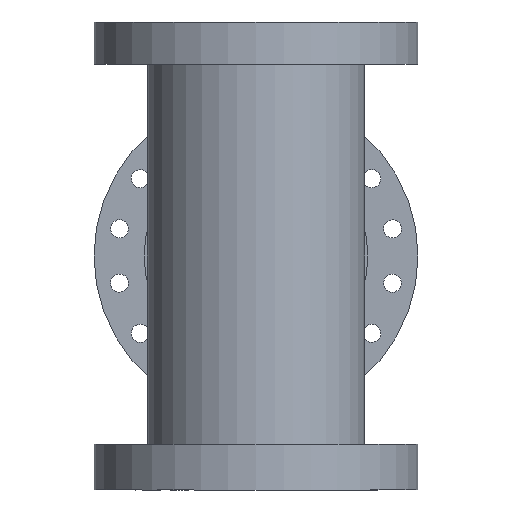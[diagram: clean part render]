
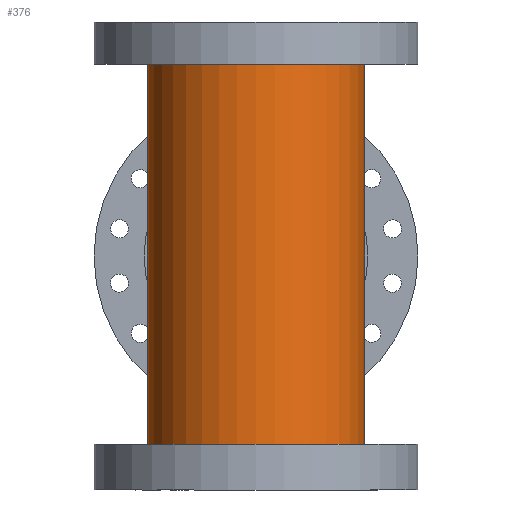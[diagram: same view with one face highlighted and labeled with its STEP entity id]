
A CAD part, front view. The second image highlights one B-rep face of the part: STEP entity #376.
In plain terms, the highlighted cylindrical face has radius 50.8 mm (diameter 101.6 mm), a full revolution.
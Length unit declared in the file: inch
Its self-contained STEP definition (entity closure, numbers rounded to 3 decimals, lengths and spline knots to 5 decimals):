
#134=CARTESIAN_POINT('',(2.0,0.0,3.875));
#135=VERTEX_POINT('',#134);
#205=CARTESIAN_POINT('',(-2.0,0.0,3.875));
#206=VERTEX_POINT('',#205);
#214=CARTESIAN_POINT('',(0.0,0.0,3.875));
#215=DIRECTION('',(0.0,-0.707,0.707));
#216=DIRECTION('',(0.0,-0.707,-0.707));
#217=AXIS2_PLACEMENT_3D('',#214,#215,#216);
#218=ELLIPSE('',#217,2.82843,2.);
#219=EDGE_CURVE('',#135,#206,#218,.T.);
#278=CARTESIAN_POINT('',(0.0,0.0,3.875));
#279=DIRECTION('',(0.0,-0.707,-0.707));
#280=DIRECTION('',(0.0,0.707,-0.707));
#281=AXIS2_PLACEMENT_3D('',#278,#279,#280);
#282=ELLIPSE('',#281,2.82843,2.);
#283=EDGE_CURVE('',#206,#135,#282,.T.);
#345=CARTESIAN_POINT('',(0.0,0.0,0.0));
#346=DIRECTION('',(0.0,0.0,1.0));
#347=DIRECTION('',(-1.0,0.0,0.0));
#348=AXIS2_PLACEMENT_3D('',#345,#346,#347);
#349=CYLINDRICAL_SURFACE('',#348,2.0);
#350=CARTESIAN_POINT('',(2.0,0.,7.75));
#351=VERTEX_POINT('',#350);
#352=CARTESIAN_POINT('',(0.0,0.0,7.75));
#353=DIRECTION('',(0.0,0.0,-1.0));
#354=DIRECTION('',(-1.0,0.0,0.0));
#355=AXIS2_PLACEMENT_3D('',#352,#353,#354);
#356=CIRCLE('',#355,2.0);
#357=EDGE_CURVE('',#351,#351,#356,.T.);
#358=ORIENTED_EDGE('',*,*,#357,.T.);
#359=EDGE_LOOP('',(#358));
#360=FACE_OUTER_BOUND('',#359,.T.);
#361=ORIENTED_EDGE('',*,*,#219,.T.);
#362=ORIENTED_EDGE('',*,*,#283,.T.);
#363=EDGE_LOOP('',(#361,#362));
#364=FACE_BOUND('',#363,.T.);
#365=CARTESIAN_POINT('',(2.0,0.,0.0));
#366=VERTEX_POINT('',#365);
#367=CARTESIAN_POINT('',(0.0,0.0,0.0));
#368=DIRECTION('',(0.0,0.0,-1.0));
#369=DIRECTION('',(-1.0,0.0,0.0));
#370=AXIS2_PLACEMENT_3D('',#367,#368,#369);
#371=CIRCLE('',#370,2.0);
#372=EDGE_CURVE('',#366,#366,#371,.T.);
#373=ORIENTED_EDGE('',*,*,#372,.F.);
#374=EDGE_LOOP('',(#373));
#375=FACE_BOUND('',#374,.T.);
#376=ADVANCED_FACE('',(#360,#364,#375),#349,.T.);
